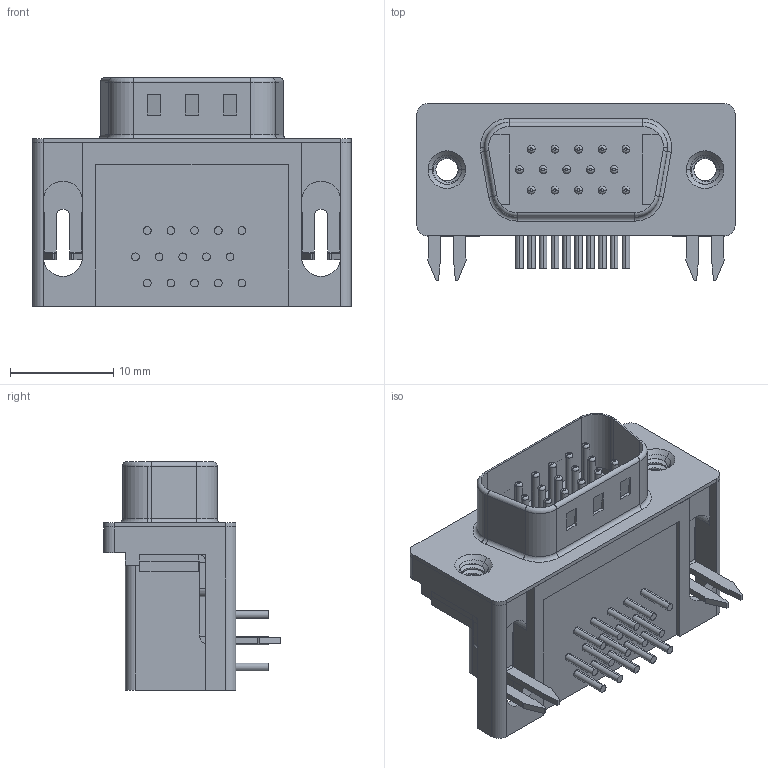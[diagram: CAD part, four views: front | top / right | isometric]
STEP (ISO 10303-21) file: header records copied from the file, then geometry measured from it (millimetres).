
FILE_DESCRIPTION (( 'STEP AP214' ), '1' );
FILE_NAME ('10090926-P154XLF.STEP', '2023-06-06T09:35:50', ( '' ), ( '' ), 'SwSTEP 2.0', 'SolidWorks 2021', '' );
FILE_SCHEMA (( 'AUTOMOTIVE_DESIGN' ));
Length unit declared in the file: millimetre
Products named in the file (1): 10090926-P154XLF
Bounding box: 30.81 x 17.1 x 22.1 mm (x, y, z)
Volume: 4119.9 mm3; surface area: 4304.4 mm2
Topology: 34 solids, 34 shells, 432 faces, 956 edges, 600 vertices
Faces by surface type: plane 228, cylinder 148, torus 40, bspline 12, cone 4
Entity records: 15831 total; most frequent: CARTESIAN_POINT 5853, DIRECTION 2056, ORIENTED_EDGE 1912, EDGE_CURVE 956, AXIS2_PLACEMENT_3D 751, VERTEX_POINT 600, LINE 554, VECTOR 554
